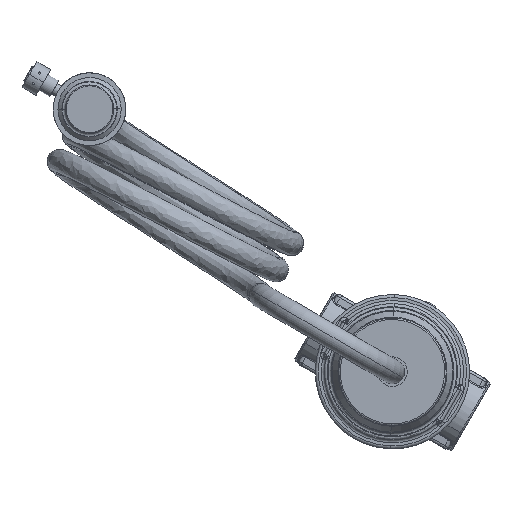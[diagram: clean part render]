
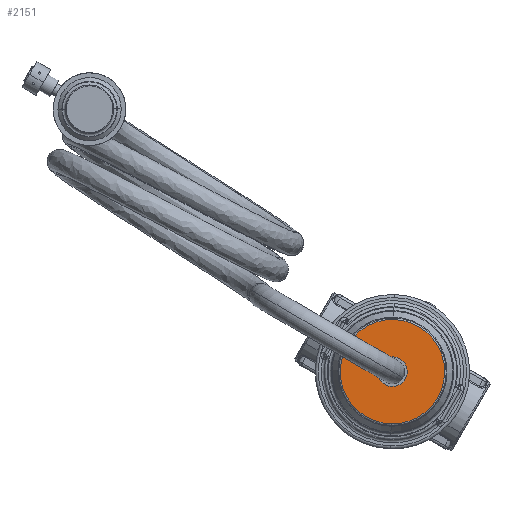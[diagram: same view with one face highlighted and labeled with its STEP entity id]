
A CAD part, left-side view. The second image highlights one B-rep face of the part: STEP entity #2151.
In plain terms, the highlighted planar face has unit normal (-1, 0, 0).
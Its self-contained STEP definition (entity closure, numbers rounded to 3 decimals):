
#2110=CARTESIAN_POINT('Axis2P3D Location',(-305.094,41.847,-113.213)) ;
#2115=CARTESIAN_POINT('Axis2P3D Location',(-305.094,50.482,-128.147)) ;
#2119=CARTESIAN_POINT('Vertex',(-305.094,50.9,-145.392)) ;
#2121=CARTESIAN_POINT('Vertex',(-305.094,50.064,-110.902)) ;
#2124=CARTESIAN_POINT('Axis2P3D Location',(-305.094,50.482,-128.147)) ;
#2133=CARTESIAN_POINT('Axis2P3D Location',(-305.094,50.482,-128.147)) ;
#2137=CARTESIAN_POINT('Vertex',(-305.094,50.581,-132.246)) ;
#2139=CARTESIAN_POINT('Vertex',(-305.094,50.382,-124.048)) ;
#2142=CARTESIAN_POINT('Axis2P3D Location',(-305.094,50.482,-128.147)) ;
#2111=DIRECTION('Axis2P3D Direction',(-1.,0.,0.)) ;
#2112=DIRECTION('Axis2P3D XDirection',(0.,0.866,0.501)) ;
#2116=DIRECTION('Axis2P3D Direction',(-1.,0.,0.)) ;
#2125=DIRECTION('Axis2P3D Direction',(-1.,0.,0.)) ;
#2134=DIRECTION('Axis2P3D Direction',(-1.,0.,0.)) ;
#2143=DIRECTION('Axis2P3D Direction',(-1.,0.,0.)) ;
#2113=AXIS2_PLACEMENT_3D('Plane Axis2P3D',#2110,#2111,#2112) ;
#2117=AXIS2_PLACEMENT_3D('Circle Axis2P3D',#2115,#2116,$) ;
#2126=AXIS2_PLACEMENT_3D('Circle Axis2P3D',#2124,#2125,$) ;
#2135=AXIS2_PLACEMENT_3D('Circle Axis2P3D',#2133,#2134,$) ;
#2144=AXIS2_PLACEMENT_3D('Circle Axis2P3D',#2142,#2143,$) ;
#2130=ORIENTED_EDGE('',*,*,#2123,.T.) ;
#2131=ORIENTED_EDGE('',*,*,#2128,.T.) ;
#2148=ORIENTED_EDGE('',*,*,#2141,.F.) ;
#2149=ORIENTED_EDGE('',*,*,#2146,.F.) ;
#2150=FACE_BOUND('',#2147,.T.) ;
#2151=ADVANCED_FACE('PartBody',(#2132,#2150),#2114,.T.) ;
#2118=CIRCLE('generated circle',#2117,17.25) ;
#2127=CIRCLE('generated circle',#2126,17.25) ;
#2136=CIRCLE('generated circle',#2135,4.1) ;
#2145=CIRCLE('generated circle',#2144,4.1) ;
#2123=EDGE_CURVE('',#2120,#2122,#2118,.T.) ;
#2128=EDGE_CURVE('',#2122,#2120,#2127,.T.) ;
#2141=EDGE_CURVE('',#2138,#2140,#2136,.T.) ;
#2146=EDGE_CURVE('',#2140,#2138,#2145,.T.) ;
#2129=EDGE_LOOP('',(#2130,#2131)) ;
#2147=EDGE_LOOP('',(#2148,#2149)) ;
#2132=FACE_OUTER_BOUND('',#2129,.T.) ;
#2114=PLANE('',#2113) ;
#2120=VERTEX_POINT('',#2119) ;
#2122=VERTEX_POINT('',#2121) ;
#2138=VERTEX_POINT('',#2137) ;
#2140=VERTEX_POINT('',#2139) ;
